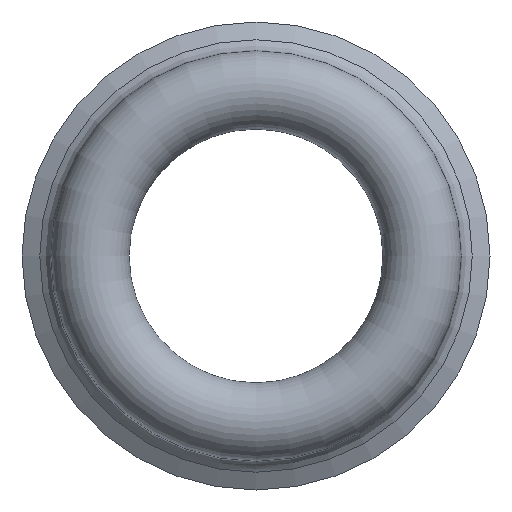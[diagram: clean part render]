
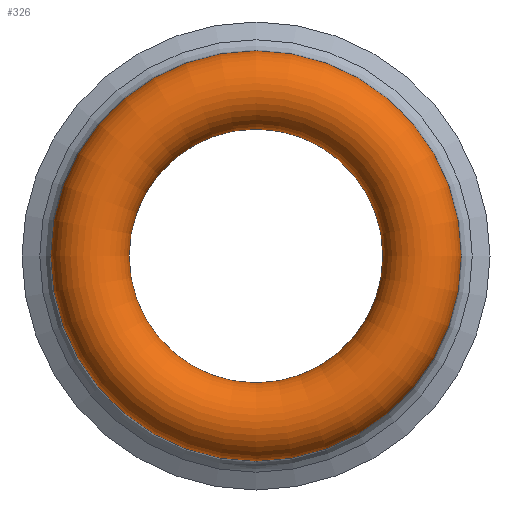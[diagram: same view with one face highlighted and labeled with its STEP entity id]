
A CAD part, front view. The second image highlights one B-rep face of the part: STEP entity #326.
In plain terms, the highlighted toroidal (fillet/blend) face has major radius 7.485 mm and minor radius 1.765 mm.
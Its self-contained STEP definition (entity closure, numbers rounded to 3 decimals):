
#17=TOROIDAL_SURFACE('',#364,7.485,1.765);
#21=CIRCLE('',#359,5.72);
#22=CIRCLE('',#360,5.72);
#25=CIRCLE('',#365,9.25);
#26=CIRCLE('',#366,1.765);
#27=CIRCLE('',#367,9.25);
#74=FACE_OUTER_BOUND('',#91,.T.);
#91=EDGE_LOOP('',(#249,#250,#251,#252,#253,#254));
#134=VERTEX_POINT('',#958);
#135=VERTEX_POINT('',#960);
#138=VERTEX_POINT('',#1054);
#139=VERTEX_POINT('',#1055);
#172=EDGE_CURVE('',#135,#134,#21,.T.);
#173=EDGE_CURVE('',#134,#135,#22,.T.);
#178=EDGE_CURVE('',#138,#139,#25,.T.);
#179=EDGE_CURVE('',#138,#135,#26,.T.);
#180=EDGE_CURVE('',#139,#138,#27,.T.);
#249=ORIENTED_EDGE('',*,*,#178,.F.);
#250=ORIENTED_EDGE('',*,*,#179,.T.);
#251=ORIENTED_EDGE('',*,*,#172,.T.);
#252=ORIENTED_EDGE('',*,*,#173,.T.);
#253=ORIENTED_EDGE('',*,*,#179,.F.);
#254=ORIENTED_EDGE('',*,*,#180,.F.);
#326=ADVANCED_FACE('',(#74),#17,.T.);
#359=AXIS2_PLACEMENT_3D('',#961,#396,#397);
#360=AXIS2_PLACEMENT_3D('',#962,#398,#399);
#364=AXIS2_PLACEMENT_3D('',#1053,#407,#408);
#365=AXIS2_PLACEMENT_3D('',#1056,#409,#410);
#366=AXIS2_PLACEMENT_3D('',#1057,#411,#412);
#367=AXIS2_PLACEMENT_3D('',#1058,#413,#414);
#396=DIRECTION('center_axis',(0.,1.,0.));
#397=DIRECTION('ref_axis',(1.,0.,0.));
#398=DIRECTION('center_axis',(0.,1.,0.));
#399=DIRECTION('ref_axis',(1.,0.,0.));
#407=DIRECTION('center_axis',(0.,1.,0.));
#408=DIRECTION('ref_axis',(0.,0.,1.));
#409=DIRECTION('center_axis',(0.,1.,0.));
#410=DIRECTION('ref_axis',(1.,0.,0.));
#411=DIRECTION('center_axis',(-1.,0.,0.));
#412=DIRECTION('ref_axis',(0.,0.,-1.));
#413=DIRECTION('center_axis',(0.,1.,0.));
#414=DIRECTION('ref_axis',(1.,0.,0.));
#958=CARTESIAN_POINT('',(13.205,0.,0.));
#960=CARTESIAN_POINT('',(7.485,0.,-5.72));
#961=CARTESIAN_POINT('Origin',(7.485,0.,0.));
#962=CARTESIAN_POINT('Origin',(7.485,0.,0.));
#1053=CARTESIAN_POINT('Origin',(7.485,0.,0.));
#1054=CARTESIAN_POINT('',(7.485,0.,-9.25));
#1055=CARTESIAN_POINT('',(16.735,0.,0.));
#1056=CARTESIAN_POINT('Origin',(7.485,0.,0.));
#1057=CARTESIAN_POINT('Origin',(7.485,0.,-7.485));
#1058=CARTESIAN_POINT('Origin',(7.485,0.,0.));
